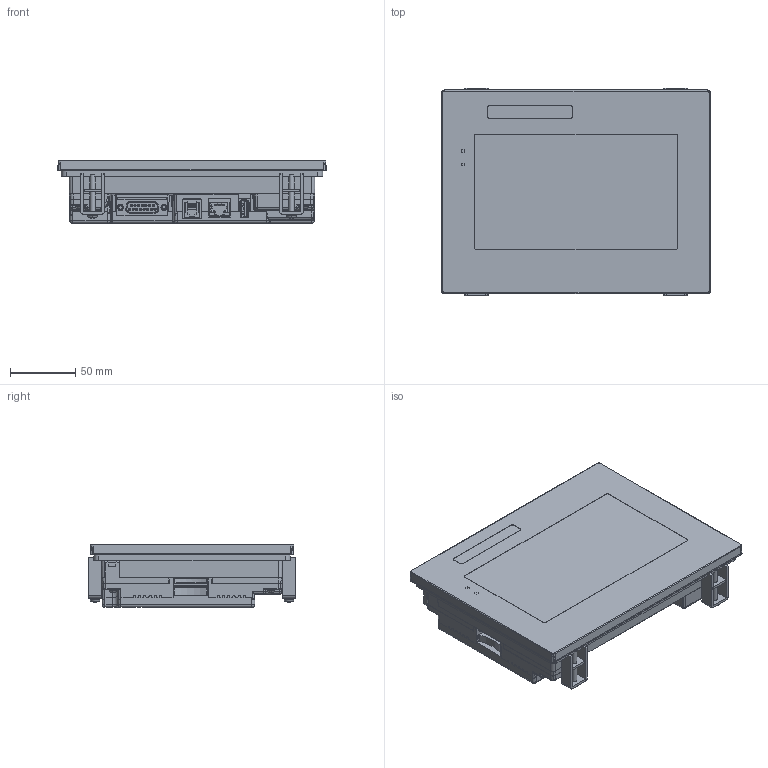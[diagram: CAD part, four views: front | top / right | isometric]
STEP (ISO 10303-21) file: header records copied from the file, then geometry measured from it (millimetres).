
FILE_DESCRIPTION (( 'STEP AP214' ), '1' );
FILE_NAME ('Assem1.STEP', '2023-03-08T13:25:06', ( '' ), ( '' ), 'SwSTEP 2.0', 'SolidWorks 2021', '' );
FILE_SCHEMA (( 'AUTOMOTIVE_DESIGN' ));
Length unit declared in the file: inch
Products named in the file (1): Assem1
Bounding box: 205.2 x 158.33 x 48.4 mm (x, y, z)
Volume: 1200770.3 mm3; surface area: 123999.2 mm2
Topology: 2 solids, 8 shells, 2836 faces, 8238 edges, 5371 vertices
Faces by surface type: plane 1716, cylinder 823, bspline 101, torus 93, cone 77, sphere 26
Full cylindrical faces by diameter (mm): 0.45 x12, 2.54 x2
Entity records: 103947 total; most frequent: CARTESIAN_POINT 30394, ORIENTED_EDGE 16424, DIRECTION 13815, EDGE_CURVE 8212, LINE 5457, VECTOR 5457, VERTEX_POINT 5365, AXIS2_PLACEMENT_3D 4179
